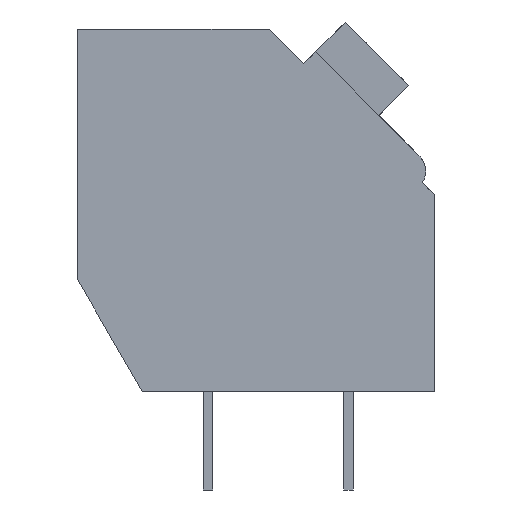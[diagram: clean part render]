
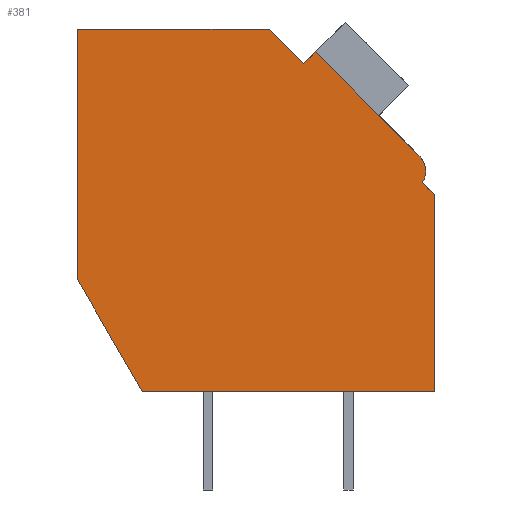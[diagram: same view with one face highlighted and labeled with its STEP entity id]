
A CAD part, left-side view. The second image highlights one B-rep face of the part: STEP entity #381.
In plain terms, the highlighted planar face has unit normal (-1, 0, 0).
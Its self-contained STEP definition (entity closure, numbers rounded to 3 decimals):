
#313=AXIS2_PLACEMENT_3D('Plane Axis2P3D',#310,#311,#312) ;
#324=AXIS2_PLACEMENT_3D('Circle Axis2P3D',#322,#323,$) ;
#49=CARTESIAN_POINT('Vertex',(0.,0.,3.5)) ;
#52=CARTESIAN_POINT('Line Origine',(0.,5.199,3.5)) ;
#56=CARTESIAN_POINT('Vertex',(0.,10.399,3.5)) ;
#135=CARTESIAN_POINT('Vertex',(0.,0.,10.518)) ;
#140=CARTESIAN_POINT('Line Origine',(0.,0.,7.009)) ;
#310=CARTESIAN_POINT('Axis2P3D Location',(0.,12.7,0.)) ;
#315=CARTESIAN_POINT('Line Origine',(0.,0.212,10.731)) ;
#319=CARTESIAN_POINT('Vertex',(0.,0.424,10.943)) ;
#322=CARTESIAN_POINT('Axis2P3D Location',(0.,1.113,11.349)) ;
#326=CARTESIAN_POINT('Vertex',(0.,0.548,11.915)) ;
#329=CARTESIAN_POINT('Line Origine',(0.,2.391,13.758)) ;
#333=CARTESIAN_POINT('Vertex',(0.,4.234,15.601)) ;
#336=CARTESIAN_POINT('Line Origine',(0.,4.446,15.389)) ;
#340=CARTESIAN_POINT('Vertex',(0.,4.659,15.177)) ;
#343=CARTESIAN_POINT('Line Origine',(0.,5.27,15.788)) ;
#347=CARTESIAN_POINT('Vertex',(0.,5.882,16.4)) ;
#350=CARTESIAN_POINT('Line Origine',(0.,9.291,16.4)) ;
#354=CARTESIAN_POINT('Vertex',(0.,12.7,16.4)) ;
#357=CARTESIAN_POINT('Line Origine',(0.,12.7,11.943)) ;
#361=CARTESIAN_POINT('Vertex',(0.,12.7,7.485)) ;
#364=CARTESIAN_POINT('Line Origine',(0.,11.55,5.493)) ;
#53=DIRECTION('Vector Direction',(0.,-1.,0.)) ;
#141=DIRECTION('Vector Direction',(0.,0.,1.)) ;
#311=DIRECTION('Axis2P3D Direction',(-1.,0.,0.)) ;
#312=DIRECTION('Axis2P3D XDirection',(0.,-1.,0.)) ;
#316=DIRECTION('Vector Direction',(0.,0.707,0.707)) ;
#323=DIRECTION('Axis2P3D Direction',(-1.,0.,0.)) ;
#330=DIRECTION('Vector Direction',(0.,-0.707,-0.707)) ;
#337=DIRECTION('Vector Direction',(0.,-0.707,0.707)) ;
#344=DIRECTION('Vector Direction',(0.,0.707,0.707)) ;
#351=DIRECTION('Vector Direction',(0.,-1.,0.)) ;
#358=DIRECTION('Vector Direction',(0.,0.,-1.)) ;
#365=DIRECTION('Vector Direction',(0.,-0.5,-0.866)) ;
#54=VECTOR('Line Direction',#53,1.) ;
#142=VECTOR('Line Direction',#141,1.) ;
#317=VECTOR('Line Direction',#316,1.) ;
#331=VECTOR('Line Direction',#330,1.) ;
#338=VECTOR('Line Direction',#337,1.) ;
#345=VECTOR('Line Direction',#344,1.) ;
#352=VECTOR('Line Direction',#351,1.) ;
#359=VECTOR('Line Direction',#358,1.) ;
#366=VECTOR('Line Direction',#365,1.) ;
#370=ORIENTED_EDGE('',*,*,#58,.T.) ;
#371=ORIENTED_EDGE('',*,*,#144,.T.) ;
#372=ORIENTED_EDGE('',*,*,#321,.T.) ;
#373=ORIENTED_EDGE('',*,*,#328,.T.) ;
#374=ORIENTED_EDGE('',*,*,#335,.T.) ;
#375=ORIENTED_EDGE('',*,*,#342,.T.) ;
#376=ORIENTED_EDGE('',*,*,#349,.T.) ;
#377=ORIENTED_EDGE('',*,*,#356,.T.) ;
#378=ORIENTED_EDGE('',*,*,#363,.T.) ;
#379=ORIENTED_EDGE('',*,*,#368,.T.) ;
#381=ADVANCED_FACE('HOUSING',(#380),#314,.T.) ;
#325=CIRCLE('generated circle',#324,0.8) ;
#58=EDGE_CURVE('',#57,#50,#55,.T.) ;
#144=EDGE_CURVE('',#50,#136,#143,.T.) ;
#321=EDGE_CURVE('',#136,#320,#318,.T.) ;
#328=EDGE_CURVE('',#320,#327,#325,.T.) ;
#335=EDGE_CURVE('',#327,#334,#332,.F.) ;
#342=EDGE_CURVE('',#334,#341,#339,.F.) ;
#349=EDGE_CURVE('',#341,#348,#346,.T.) ;
#356=EDGE_CURVE('',#348,#355,#353,.F.) ;
#363=EDGE_CURVE('',#355,#362,#360,.T.) ;
#368=EDGE_CURVE('',#362,#57,#367,.T.) ;
#369=EDGE_LOOP('',(#370,#371,#372,#373,#374,#375,#376,#377,#378,#379)) ;
#380=FACE_OUTER_BOUND('',#369,.T.) ;
#55=LINE('Line',#52,#54) ;
#143=LINE('Line',#140,#142) ;
#318=LINE('Line',#315,#317) ;
#332=LINE('Line',#329,#331) ;
#339=LINE('Line',#336,#338) ;
#346=LINE('Line',#343,#345) ;
#353=LINE('Line',#350,#352) ;
#360=LINE('Line',#357,#359) ;
#367=LINE('Line',#364,#366) ;
#314=PLANE('',#313) ;
#50=VERTEX_POINT('',#49) ;
#57=VERTEX_POINT('',#56) ;
#136=VERTEX_POINT('',#135) ;
#320=VERTEX_POINT('',#319) ;
#327=VERTEX_POINT('',#326) ;
#334=VERTEX_POINT('',#333) ;
#341=VERTEX_POINT('',#340) ;
#348=VERTEX_POINT('',#347) ;
#355=VERTEX_POINT('',#354) ;
#362=VERTEX_POINT('',#361) ;
